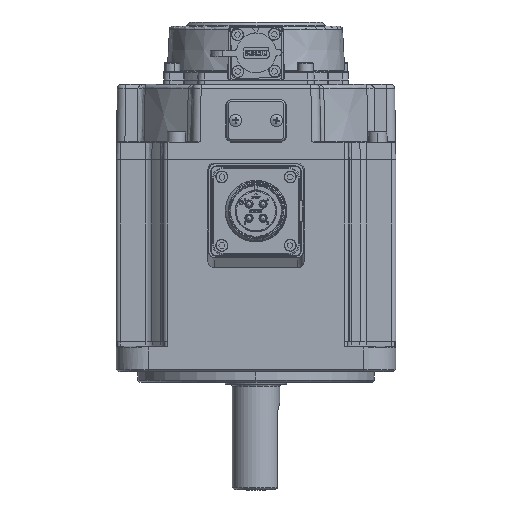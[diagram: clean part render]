
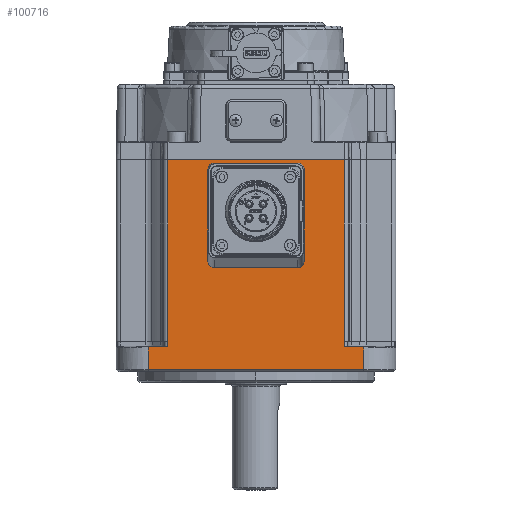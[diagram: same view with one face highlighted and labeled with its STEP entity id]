
A CAD part, left-side view. The second image highlights one B-rep face of the part: STEP entity #100716.
In plain terms, the highlighted planar face has unit normal (-1, 0, 0).
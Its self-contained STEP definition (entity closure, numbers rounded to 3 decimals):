
#396 = CARTESIAN_POINT ( 'NONE',  ( -65., 41.035, 40.75 ) ) ;
#1233 = VERTEX_POINT ( 'NONE', #3423 ) ;
#3423 = CARTESIAN_POINT ( 'NONE',  ( -65., -41.035, 40.75 ) ) ;
#7003 = CARTESIAN_POINT ( 'NONE',  ( -65., 41.035, -43.75 ) ) ;
#8582 = EDGE_CURVE ( 'NONE', #80289, #9360, #102216, .T. ) ;
#9000 = AXIS2_PLACEMENT_3D ( 'NONE', #11477, #21857, #28818 ) ;
#9360 = VERTEX_POINT ( 'NONE', #93266 ) ;
#11477 = CARTESIAN_POINT ( 'NONE',  ( -65., -43., 40.75 ) ) ;
#11914 = LINE ( 'NONE', #83618, #68853 ) ;
#12562 = ORIENTED_EDGE ( 'NONE', *, *, #8582, .F. ) ;
#12625 = FACE_OUTER_BOUND ( 'NONE', #49242, .T. ) ;
#17729 = LINE ( 'NONE', #396, #72507 ) ;
#18208 = DIRECTION ( 'NONE',  ( 0., 0., 1. ) ) ;
#19746 = ORIENTED_EDGE ( 'NONE', *, *, #104172, .F. ) ;
#20144 = VECTOR ( 'NONE', #42382, 1000. ) ;
#20715 = PLANE ( 'NONE',  #9000 ) ;
#21857 = DIRECTION ( 'NONE',  ( 1., 0., 0. ) ) ;
#23965 = VECTOR ( 'NONE', #18208, 1000. ) ;
#24529 = EDGE_CURVE ( 'NONE', #95393, #1233, #57369, .T. ) ;
#25029 = CARTESIAN_POINT ( 'NONE',  ( -65., 41.035, -46.094 ) ) ;
#25174 = LINE ( 'NONE', #41954, #55242 ) ;
#27900 = EDGE_CURVE ( 'NONE', #88289, #95393, #17729, .T. ) ;
#28818 = DIRECTION ( 'NONE',  ( 0., 1., 0. ) ) ;
#31536 = DIRECTION ( 'NONE',  ( 0., -1., 0.017 ) ) ;
#40837 = ORIENTED_EDGE ( 'NONE', *, *, #95317, .F. ) ;
#40919 = CARTESIAN_POINT ( 'NONE',  ( -65., 50., -56.75 ) ) ;
#41370 = DIRECTION ( 'NONE',  ( 0., -1., -0.018 ) ) ;
#41954 = CARTESIAN_POINT ( 'NONE',  ( -65., -41.035, 40.75 ) ) ;
#42382 = DIRECTION ( 'NONE',  ( 0., 1., 0. ) ) ;
#42545 = ORIENTED_EDGE ( 'NONE', *, *, #47217, .F. ) ;
#47217 = EDGE_CURVE ( 'NONE', #1233, #104767, #25174, .T. ) ;
#48322 = EDGE_CURVE ( 'NONE', #108889, #88289, #63341, .T. ) ;
#48679 = DIRECTION ( 'NONE',  ( 0., -1., 0. ) ) ;
#49242 = EDGE_LOOP ( 'NONE', ( #62323, #98147, #69229, #19746, #12562, #40837, #81023, #42545, #61479, #78649 ) ) ;
#49436 = CARTESIAN_POINT ( 'NONE',  ( -65., 50., 40.75 ) ) ;
#50017 = DIRECTION ( 'NONE',  ( 0., 0., 1. ) ) ;
#52985 = DIRECTION ( 'NONE',  ( 0., 0., 1. ) ) ;
#53308 = VERTEX_POINT ( 'NONE', #76678 ) ;
#55242 = VECTOR ( 'NONE', #102181, 1000. ) ;
#56794 = LINE ( 'NONE', #102460, #105106 ) ;
#57369 = LINE ( 'NONE', #111729, #88815 ) ;
#61479 = ORIENTED_EDGE ( 'NONE', *, *, #24529, .F. ) ;
#61721 = CARTESIAN_POINT ( 'NONE',  ( -65., -50., -46.256 ) ) ;
#62323 = ORIENTED_EDGE ( 'NONE', *, *, #48322, .F. ) ;
#63341 = LINE ( 'NONE', #96900, #23965 ) ;
#68853 = VECTOR ( 'NONE', #31536, 1000. ) ;
#69013 = LINE ( 'NONE', #95597, #20144 ) ;
#69229 = ORIENTED_EDGE ( 'NONE', *, *, #73724, .F. ) ;
#69502 = CARTESIAN_POINT ( 'NONE',  ( -65., -41.035, -46.096 ) ) ;
#72507 = VECTOR ( 'NONE', #52985, 1000. ) ;
#72855 = VECTOR ( 'NONE', #50017, 1000. ) ;
#73724 = EDGE_CURVE ( 'NONE', #74536, #53308, #102109, .T. ) ;
#74536 = VERTEX_POINT ( 'NONE', #40919 ) ;
#75742 = CARTESIAN_POINT ( 'NONE',  ( -65., -41.035, -43.75 ) ) ;
#76183 = CARTESIAN_POINT ( 'NONE',  ( -65., -50., 40.75 ) ) ;
#76678 = CARTESIAN_POINT ( 'NONE',  ( -65., 50., -46.247 ) ) ;
#76750 = DIRECTION ( 'NONE',  ( 0., 0., -1. ) ) ;
#78649 = ORIENTED_EDGE ( 'NONE', *, *, #27900, .F. ) ;
#80289 = VERTEX_POINT ( 'NONE', #61721 ) ;
#80418 = VECTOR ( 'NONE', #41370, 1000. ) ;
#81023 = ORIENTED_EDGE ( 'NONE', *, *, #104365, .F. ) ;
#82725 = VECTOR ( 'NONE', #76750, 1000. ) ;
#83618 = CARTESIAN_POINT ( 'NONE',  ( -65., 50., -46.247 ) ) ;
#85367 = CARTESIAN_POINT ( 'NONE',  ( -65., -41.035, -46.096 ) ) ;
#88289 = VERTEX_POINT ( 'NONE', #7003 ) ;
#88815 = VECTOR ( 'NONE', #48679, 1000. ) ;
#93221 = DIRECTION ( 'NONE',  ( 0., 0., -1. ) ) ;
#93266 = CARTESIAN_POINT ( 'NONE',  ( -65., -50., -56.75 ) ) ;
#94592 = LINE ( 'NONE', #85367, #80418 ) ;
#95317 = EDGE_CURVE ( 'NONE', #106197, #80289, #94592, .T. ) ;
#95393 = VERTEX_POINT ( 'NONE', #97407 ) ;
#95597 = CARTESIAN_POINT ( 'NONE',  ( -65., -43., -56.75 ) ) ;
#96900 = CARTESIAN_POINT ( 'NONE',  ( -65., 41.035, 40.75 ) ) ;
#97407 = CARTESIAN_POINT ( 'NONE',  ( -65., 41.035, 40.75 ) ) ;
#98147 = ORIENTED_EDGE ( 'NONE', *, *, #110522, .F. ) ;
#100716 = ADVANCED_FACE ( 'NONE', ( #12625 ), #20715, .F. ) ;
#102109 = LINE ( 'NONE', #49436, #72855 ) ;
#102181 = DIRECTION ( 'NONE',  ( 0., 0., -1. ) ) ;
#102216 = LINE ( 'NONE', #76183, #82725 ) ;
#102460 = CARTESIAN_POINT ( 'NONE',  ( -65., -41.035, 40.75 ) ) ;
#104172 = EDGE_CURVE ( 'NONE', #9360, #74536, #69013, .T. ) ;
#104365 = EDGE_CURVE ( 'NONE', #104767, #106197, #56794, .T. ) ;
#104767 = VERTEX_POINT ( 'NONE', #75742 ) ;
#105106 = VECTOR ( 'NONE', #93221, 1000. ) ;
#106197 = VERTEX_POINT ( 'NONE', #69502 ) ;
#108889 = VERTEX_POINT ( 'NONE', #25029 ) ;
#110522 = EDGE_CURVE ( 'NONE', #53308, #108889, #11914, .T. ) ;
#111729 = CARTESIAN_POINT ( 'NONE',  ( -65., 0., 40.75 ) ) ;
